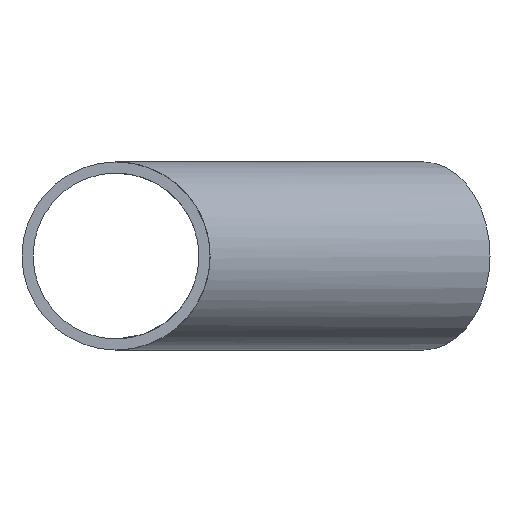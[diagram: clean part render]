
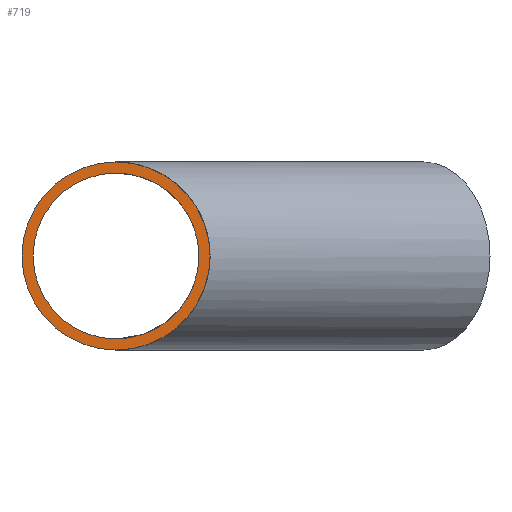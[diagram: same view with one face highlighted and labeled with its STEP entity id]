
A CAD part, front view. The second image highlights one B-rep face of the part: STEP entity #719.
In plain terms, the highlighted planar face has unit normal (0, -1, 0).
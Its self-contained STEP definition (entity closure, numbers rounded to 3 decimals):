
#309=CARTESIAN_POINT('',(-55.1,-156.,0.));
#310=VERTEX_POINT('',#309);
#317=CARTESIAN_POINT('',(0.,-156.,0.));
#318=DIRECTION('',(0.,1.,0.));
#319=DIRECTION('',(1.,0.,0.));
#320=AXIS2_PLACEMENT_3D('',#317,#318,#319);
#321=CIRCLE('',#320,55.1);
#322=EDGE_CURVE('',#310,#310,#321,.T.);
#657=CARTESIAN_POINT('',(-62.5,-156.,0.));
#658=VERTEX_POINT('',#657);
#665=CARTESIAN_POINT('',(62.5,-156.,0.));
#666=VERTEX_POINT('',#665);
#667=CARTESIAN_POINT('',(0.,-156.,0.));
#668=DIRECTION('',(0.,1.,0.));
#669=DIRECTION('',(1.,0.,0.));
#670=AXIS2_PLACEMENT_3D('',#667,#668,#669);
#671=CIRCLE('',#670,62.5);
#672=EDGE_CURVE('',#658,#666,#671,.T.);
#674=EDGE_CURVE('',#666,#658,#671,.T.);
#707=ORIENTED_EDGE('',*,*,#674,.F.);
#708=ORIENTED_EDGE('',*,*,#672,.F.);
#709=EDGE_LOOP('',(#707,#708));
#710=FACE_OUTER_BOUND('',#709,.T.);
#711=ORIENTED_EDGE('',*,*,#322,.T.);
#712=EDGE_LOOP('',(#711));
#713=FACE_BOUND('',#712,.T.);
#714=CARTESIAN_POINT('',(0.,-156.,0.));
#715=DIRECTION('',(0.,1.,0.));
#716=DIRECTION('',(0.,0.,1.));
#717=AXIS2_PLACEMENT_3D('',#714,#715,#716);
#718=PLANE('',#717);
#719=ADVANCED_FACE('',(#710,#713),#718,.F.);
